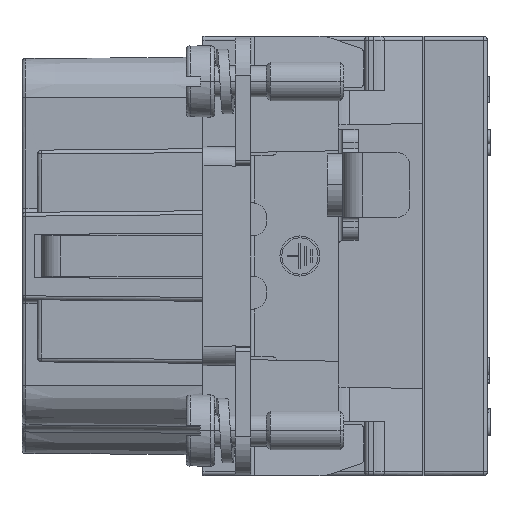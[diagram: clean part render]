
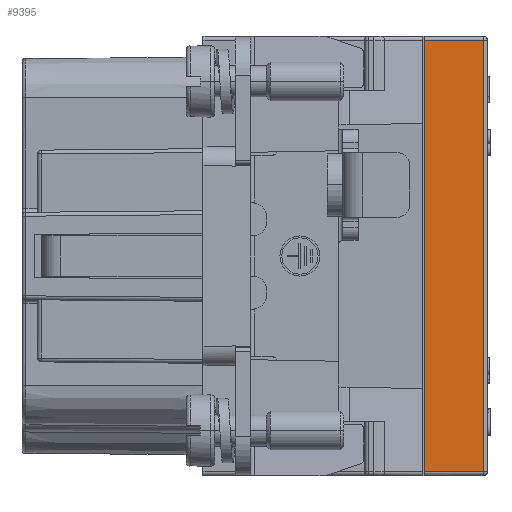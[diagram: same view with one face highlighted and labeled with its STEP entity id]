
A CAD part, left-side view. The second image highlights one B-rep face of the part: STEP entity #9395.
In plain terms, the highlighted planar face has unit normal (-1, -0.018, 0).
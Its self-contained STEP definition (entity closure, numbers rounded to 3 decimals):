
#4021=LINE('',#58503,#7009);
#4024=LINE('',#58513,#7012);
#4026=LINE('',#58524,#7014);
#4027=LINE('',#58526,#7015);
#7009=VECTOR('',#46632,1.);
#7012=VECTOR('',#46637,1.);
#7014=VECTOR('',#46651,1.);
#7015=VECTOR('',#46654,1.);
#9395=ADVANCED_FACE('',(#12615),#11182,.F.);
#11182=PLANE('',#40298);
#12615=FACE_OUTER_BOUND('',#14727,.T.);
#14727=EDGE_LOOP('',(#20352,#20353,#20354,#20355));
#20352=ORIENTED_EDGE('',*,*,#33824,.T.);
#20353=ORIENTED_EDGE('',*,*,#33813,.F.);
#20354=ORIENTED_EDGE('',*,*,#33817,.T.);
#20355=ORIENTED_EDGE('',*,*,#33823,.T.);
#29278=VERTEX_POINT('',#58502);
#29279=VERTEX_POINT('',#58504);
#29281=VERTEX_POINT('',#58514);
#29283=VERTEX_POINT('',#58523);
#33813=EDGE_CURVE('',#29278,#29279,#4021,.T.);
#33817=EDGE_CURVE('',#29278,#29281,#4024,.T.);
#33823=EDGE_CURVE('',#29281,#29283,#4026,.T.);
#33824=EDGE_CURVE('',#29283,#29279,#4027,.T.);
#40298=AXIS2_PLACEMENT_3D('',#58527,#46655,#46656);
#46632=DIRECTION('',(0.,0.,1.));
#46637=DIRECTION('',(0.017,-1.,0.));
#46651=DIRECTION('',(0.,0.,1.));
#46654=DIRECTION('',(-0.017,1.,0.));
#46655=DIRECTION('',(1.,0.017,0.));
#46656=DIRECTION('',(0.,0.,1.));
#58502=CARTESIAN_POINT('',(-21.5,-17.1,-16.7));
#58503=CARTESIAN_POINT('',(-21.5,-17.1,-16.7));
#58504=CARTESIAN_POINT('',(-21.5,-17.1,16.7));
#58513=CARTESIAN_POINT('',(-21.5,-17.1,-16.7));
#58514=CARTESIAN_POINT('',(-21.42,-21.705,-16.7));
#58523=CARTESIAN_POINT('',(-21.42,-21.705,16.7));
#58524=CARTESIAN_POINT('',(-21.42,-21.705,-16.7));
#58526=CARTESIAN_POINT('',(-21.42,-21.705,16.7));
#58527=CARTESIAN_POINT('',(-21.46,-19.403,0.));
